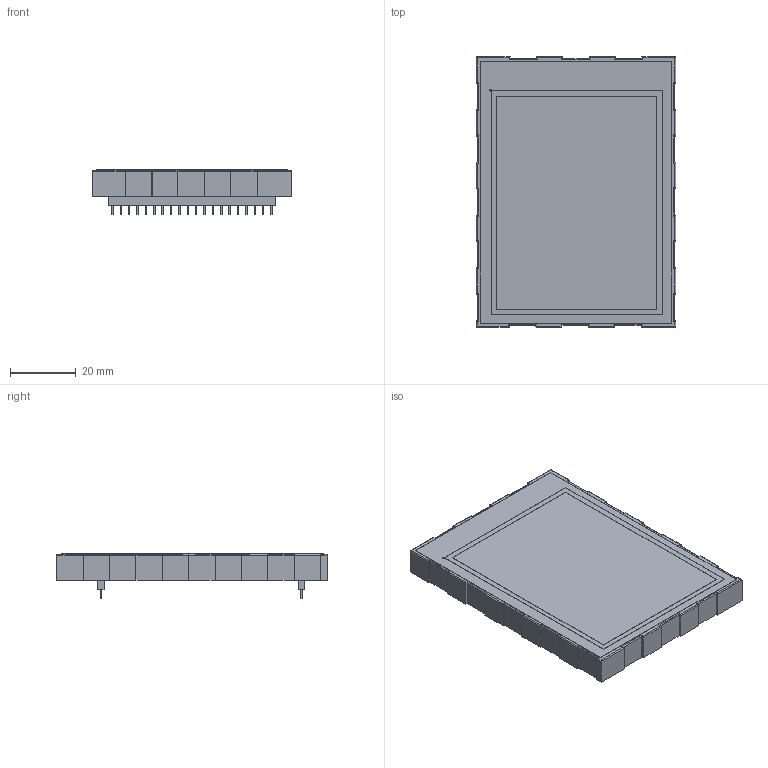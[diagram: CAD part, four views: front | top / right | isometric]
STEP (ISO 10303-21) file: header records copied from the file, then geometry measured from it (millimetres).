
FILE_DESCRIPTION(('FreeCAD Model'),'2;1');
FILE_NAME('Display_sp.step','2017-08-07T14:48:15',( 'kicad StepUp'),('ksu MCAD'),'Open CASCADE STEP processor 7.1', 'FreeCAD','Unknown');
FILE_SCHEMA(('AUTOMOTIVE_DESIGN { 1 0 10303 214 1 1 1 1 }'));
Length unit declared in the file: millimetre
Products named in the file (1): Display_sp
Bounding box: 60.5 x 82 x 13.9 mm (x, y, z)
Volume: 40891.9 mm3; surface area: 13030.7 mm2
Topology: 1 solids, 1 shells, 375 faces, 916 edges, 584 vertices
Faces by surface type: plane 296, cylinder 72, sphere 4, bspline 3
Entity records: 7897 total; most frequent: CARTESIAN_POINT 1521, ORIENTED_EDGE 1464, EDGE_CURVE 912, LINE 818, VERTEX_POINT 584, AXIS2_PLACEMENT_3D 450, FACE_BOUND 420, EDGE_LOOP 420
